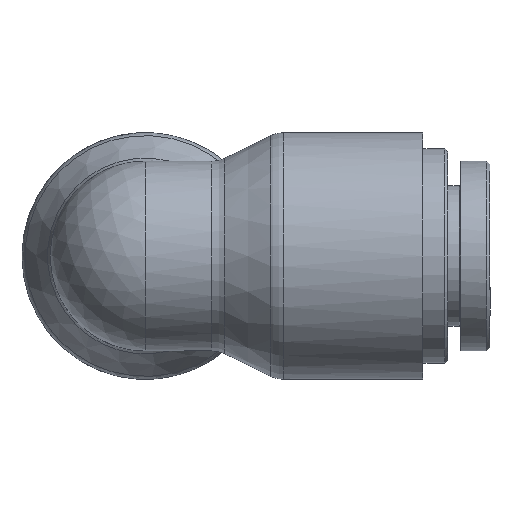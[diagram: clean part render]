
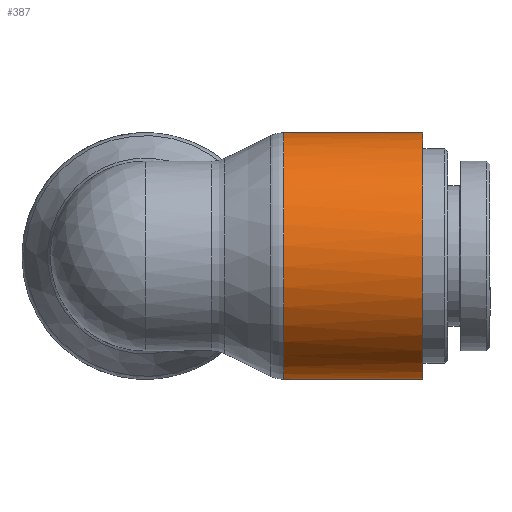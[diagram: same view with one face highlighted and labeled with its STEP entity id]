
A CAD part, left-side view. The second image highlights one B-rep face of the part: STEP entity #387.
In plain terms, the highlighted cylindrical face has radius 8.45 mm (diameter 16.9 mm), a full revolution.
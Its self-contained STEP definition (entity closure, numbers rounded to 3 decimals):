
#163=CARTESIAN_POINT('',(-10.643,-9.462,1.25));
#164=VERTEX_POINT('',#163);
#174=CARTESIAN_POINT('',(-10.643,-9.555,1.25));
#175=VERTEX_POINT('',#174);
#176=CARTESIAN_POINT('',(-10.643,-9.555,1.25));
#177=DIRECTION('',(0.0,1.0,0.0));
#178=VECTOR('',#177,0.093);
#179=LINE('',#176,#178);
#180=EDGE_CURVE('',#175,#164,#179,.T.);
#206=CARTESIAN_POINT('',(-10.643,-9.555,-1.25));
#207=VERTEX_POINT('',#206);
#208=CARTESIAN_POINT('',(-19.0,-17.912,0.0));
#209=DIRECTION('',(0.707,-0.707,0.0));
#210=DIRECTION('',(0.707,0.707,0.0));
#211=AXIS2_PLACEMENT_3D('',#208,#209,#210);
#212=ELLIPSE('',#211,11.95,8.45);
#213=EDGE_CURVE('',#207,#175,#212,.T.);
#238=CARTESIAN_POINT('',(-10.643,-9.462,-1.25));
#239=VERTEX_POINT('',#238);
#240=CARTESIAN_POINT('',(-10.643,-9.462,-1.25));
#241=DIRECTION('',(0.0,-1.0,0.0));
#242=VECTOR('',#241,0.093);
#243=LINE('',#240,#242);
#244=EDGE_CURVE('',#239,#207,#243,.T.);
#359=CARTESIAN_POINT('',(-19.0,-14.,0.0));
#360=DIRECTION('',(0.,-1.0,0.0));
#361=DIRECTION('',(1.0,0.0,0.0));
#362=AXIS2_PLACEMENT_3D('',#359,#360,#361);
#363=CYLINDRICAL_SURFACE('',#362,8.45);
#364=CARTESIAN_POINT('',(-10.55,-19.0,0.0));
#365=VERTEX_POINT('',#364);
#366=CARTESIAN_POINT('',(-19.0,-19.0,0.0));
#367=DIRECTION('',(0.0,-1.0,0.0));
#368=DIRECTION('',(1.0,0.0,0.0));
#369=AXIS2_PLACEMENT_3D('',#366,#367,#368);
#370=CIRCLE('',#369,8.45);
#371=EDGE_CURVE('',#365,#365,#370,.T.);
#372=ORIENTED_EDGE('',*,*,#371,.F.);
#373=EDGE_LOOP('',(#372));
#374=FACE_OUTER_BOUND('',#373,.T.);
#375=ORIENTED_EDGE('',*,*,#244,.T.);
#376=ORIENTED_EDGE('',*,*,#213,.T.);
#377=ORIENTED_EDGE('',*,*,#180,.T.);
#378=CARTESIAN_POINT('',(-19.0,-9.462,0.0));
#379=DIRECTION('',(0.0,1.0,0.0));
#380=DIRECTION('',(-1.0,0.0,0.0));
#381=AXIS2_PLACEMENT_3D('',#378,#379,#380);
#382=CIRCLE('',#381,8.45);
#383=EDGE_CURVE('',#239,#164,#382,.T.);
#384=ORIENTED_EDGE('',*,*,#383,.F.);
#385=EDGE_LOOP('',(#375,#376,#377,#384));
#386=FACE_BOUND('',#385,.T.);
#387=ADVANCED_FACE('',(#374,#386),#363,.T.);
